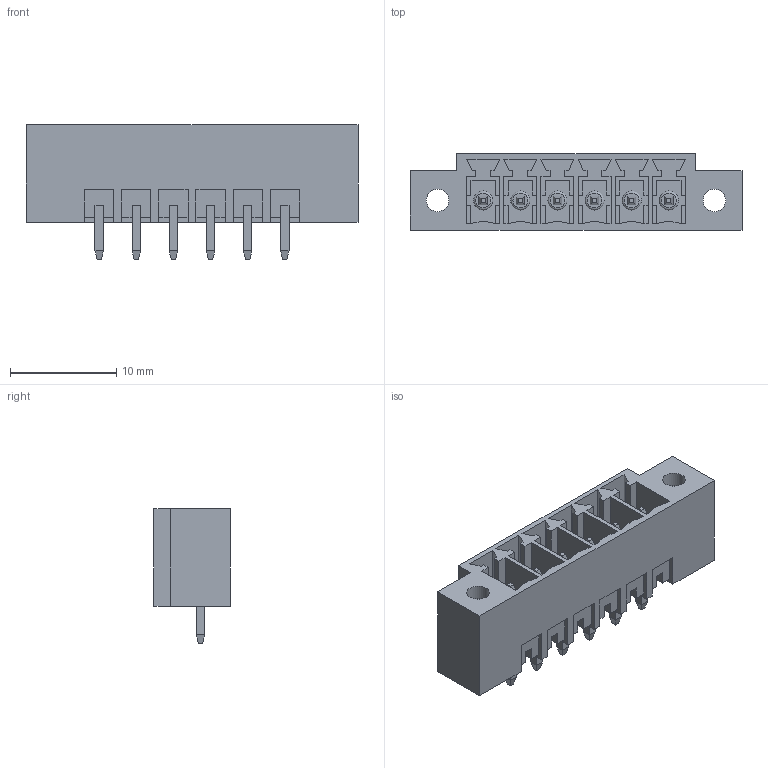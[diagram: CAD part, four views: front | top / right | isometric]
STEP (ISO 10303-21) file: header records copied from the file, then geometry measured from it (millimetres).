
FILE_DESCRIPTION( ( 'Unknown' ), '1' );
FILE_NAME( '691323100006.stp', 'Unknown', ( 'Quentin LAIDEBEUR' ), ( 'WE' ), 'PSStep 15.0.49', 'Sample-box', ' ' );
FILE_SCHEMA( ( 'AUTOMOTIVE_DESIGN { 1 0 10303 214 1 1 1 1 }' ) );
Length unit declared in the file: millimetre
Products named in the file (4): Assem1; 691325110006; 6913231100xx_PIN; 6913231100xx_INSERT
Assembly tree (9 placements, depth 2):
  Assem1
    691325110006
    6913231100xx_PIN  x6
    6913231100xx_INSERT  x2
Bounding box: 31.3 x 7.2 x 12.7 mm (x, y, z)
Volume: 1060.7 mm3; surface area: 2968.2 mm2
Topology: 9 solids, 9 shells, 378 faces, 995 edges, 643 vertices
Faces by surface type: plane 352, cylinder 16, torus 10
Full cylindrical faces by diameter (mm): 1.8 x6, 2.121 x4
Entity records: 11942 total; most frequent: CARTESIAN_POINT 1901, ORIENTED_EDGE 1608, DIRECTION 1444, EDGE_CURVE 804, LINE 754, VECTOR 754, VERTEX_POINT 538, AXIS2_PLACEMENT_3D 345
